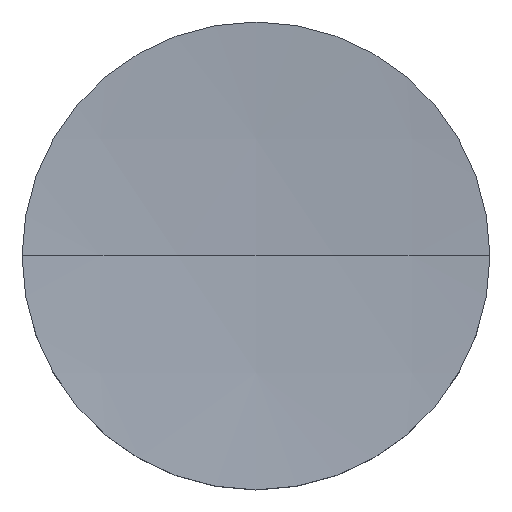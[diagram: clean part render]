
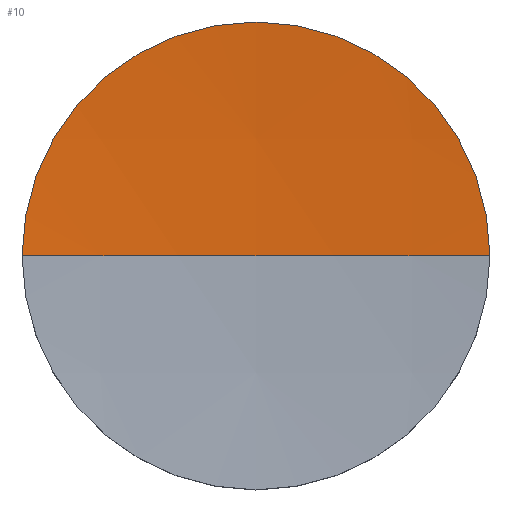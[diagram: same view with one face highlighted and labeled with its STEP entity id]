
A CAD part, top view. The second image highlights one B-rep face of the part: STEP entity #10.
In plain terms, the highlighted spherical face has radius 75 mm.
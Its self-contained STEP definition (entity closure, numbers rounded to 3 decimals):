
#1 = CARTESIAN_POINT ( 'NONE',  ( 0., 0., 2.731 ) ) ;
#10 = ADVANCED_FACE ( 'NONE', ( #133 ), #77, .F. ) ;
#27 = ORIENTED_EDGE ( 'NONE', *, *, #144, .T. ) ;
#30 = VERTEX_POINT ( 'NONE', #119 ) ;
#37 = EDGE_CURVE ( 'NONE', #30, #41, #94, .T. ) ;
#41 = VERTEX_POINT ( 'NONE', #1 ) ;
#48 = AXIS2_PLACEMENT_3D ( 'NONE', #148, #134, #201 ) ;
#55 = AXIS2_PLACEMENT_3D ( 'NONE', #84, #71, #114 ) ;
#64 = AXIS2_PLACEMENT_3D ( 'NONE', #132, #171, #198 ) ;
#67 = CIRCLE ( 'NONE', #153, 75. ) ;
#71 = DIRECTION ( 'NONE',  ( 0., 0., -1. ) ) ;
#77 = SPHERICAL_SURFACE ( 'NONE', #48, 75. ) ;
#81 = CIRCLE ( 'NONE', #55, 6.35 ) ;
#83 = CARTESIAN_POINT ( 'NONE',  ( -6.35, 0., 3. ) ) ;
#84 = CARTESIAN_POINT ( 'NONE',  ( 0., 0., 3. ) ) ;
#85 = EDGE_LOOP ( 'NONE', ( #197, #27, #152 ) ) ;
#94 = CIRCLE ( 'NONE', #64, 75. ) ;
#102 = VERTEX_POINT ( 'NONE', #83 ) ;
#113 = EDGE_CURVE ( 'NONE', #102, #30, #81, .T. ) ;
#114 = DIRECTION ( 'NONE',  ( 1., 0., 0. ) ) ;
#119 = CARTESIAN_POINT ( 'NONE',  ( 6.35, 0., 3. ) ) ;
#128 = DIRECTION ( 'NONE',  ( 0., -1., 0. ) ) ;
#132 = CARTESIAN_POINT ( 'NONE',  ( 0., 0., 77.731 ) ) ;
#133 = FACE_OUTER_BOUND ( 'NONE', #85, .T. ) ;
#134 = DIRECTION ( 'NONE',  ( 0., -1., 0. ) ) ;
#144 = EDGE_CURVE ( 'NONE', #102, #41, #67, .T. ) ;
#148 = CARTESIAN_POINT ( 'NONE',  ( 0., 0., 77.731 ) ) ;
#152 = ORIENTED_EDGE ( 'NONE', *, *, #37, .F. ) ;
#153 = AXIS2_PLACEMENT_3D ( 'NONE', #180, #128, #165 ) ;
#165 = DIRECTION ( 'NONE',  ( 1., 0., 0. ) ) ;
#171 = DIRECTION ( 'NONE',  ( 0., 1., 0. ) ) ;
#180 = CARTESIAN_POINT ( 'NONE',  ( 0., 0., 77.731 ) ) ;
#197 = ORIENTED_EDGE ( 'NONE', *, *, #113, .F. ) ;
#198 = DIRECTION ( 'NONE',  ( 0., 0., 1. ) ) ;
#201 = DIRECTION ( 'NONE',  ( 1., 0., 0. ) ) ;
